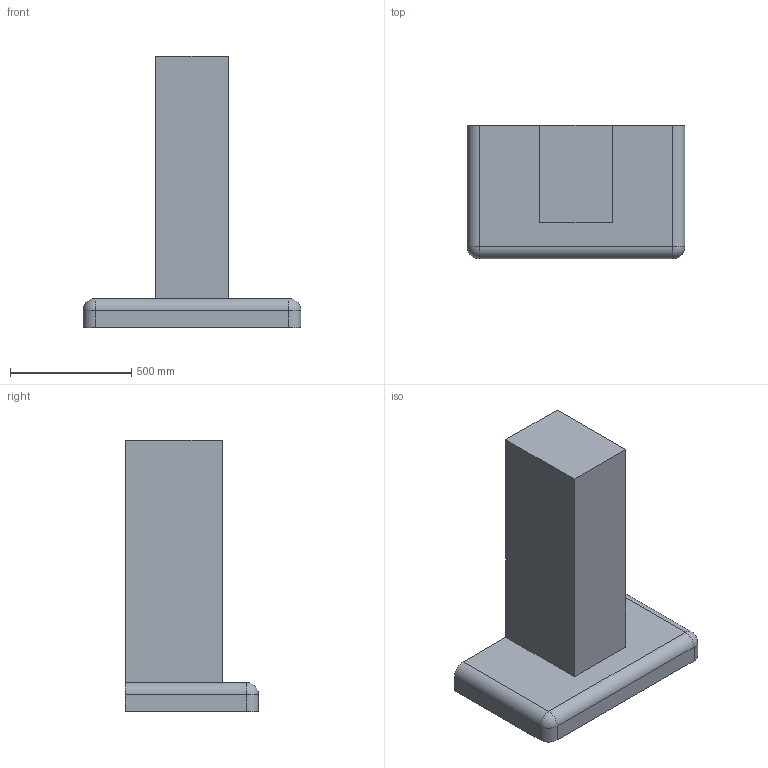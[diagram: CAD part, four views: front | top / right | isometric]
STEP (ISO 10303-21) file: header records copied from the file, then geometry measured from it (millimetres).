
FILE_DESCRIPTION(('FreeCAD Model'),'2;1');
FILE_NAME('KitchenHood_900mm.step' ,'2019-11-16T09:08:56',('Author'),(''), 'Open CASCADE STEP processor 7.3','FreeCAD','Unknown');
FILE_SCHEMA(('AUTOMOTIVE_DESIGN { 1 0 10303 214 1 1 1 1 }'));
Length unit declared in the file: millimetre
Products named in the file (1): KitchenHood_900mm
Bounding box: 900 x 550 x 1120 mm (x, y, z)
Volume: 178240080.8 mm3; surface area: 2687075.2 mm2
Topology: 1 solids, 1 shells, 18 faces, 42 edges, 24 vertices
Faces by surface type: plane 11, cylinder 5, sphere 2
Entity records: 1040 total; most frequent: CARTESIAN_POINT 181, DIRECTION 165, LINE 106, VECTOR 106, ORIENTED_EDGE 80, PCURVE 80, DEFINITIONAL_REPRESENTATION 80, EDGE_CURVE 40
